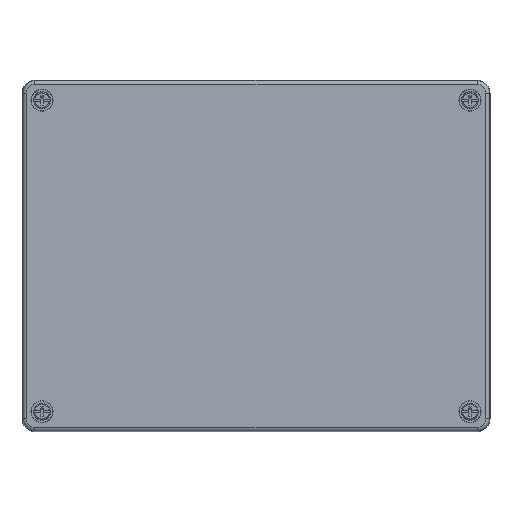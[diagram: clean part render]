
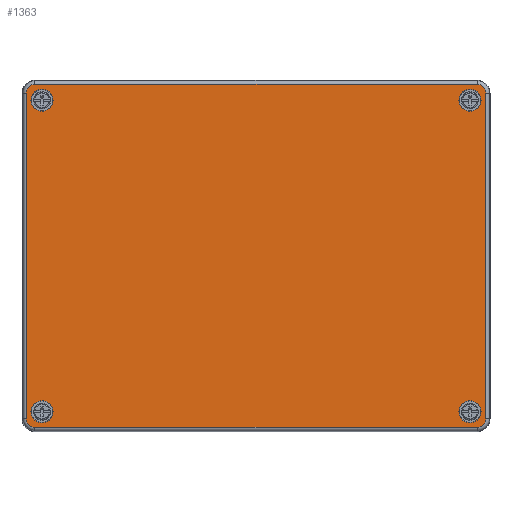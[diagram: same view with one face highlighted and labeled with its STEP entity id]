
A CAD part, top view. The second image highlights one B-rep face of the part: STEP entity #1363.
In plain terms, the highlighted planar face has unit normal (0, 0, 1).
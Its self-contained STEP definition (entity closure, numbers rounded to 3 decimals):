
#1363 = ADVANCED_FACE( '', ( #2860, #2861, #2862, #2863, #2864 ), #2865, .F. );
#2860 = FACE_BOUND( '', #4342, .T. );
#2861 = FACE_BOUND( '', #4343, .T. );
#2862 = FACE_BOUND( '', #4344, .T. );
#2863 = FACE_BOUND( '', #4345, .T. );
#2864 = FACE_OUTER_BOUND( '', #4346, .T. );
#2865 = PLANE( '', #4347 );
#4342 = EDGE_LOOP( '', ( #7829 ) );
#4343 = EDGE_LOOP( '', ( #7830 ) );
#4344 = EDGE_LOOP( '', ( #7831 ) );
#4345 = EDGE_LOOP( '', ( #7832 ) );
#4346 = EDGE_LOOP( '', ( #7833, #7834, #7835, #7836, #7837, #7838, #7839, #7840 ) );
#4347 = AXIS2_PLACEMENT_3D( '', #7841, #7842, #7843 );
#7829 = ORIENTED_EDGE( '', *, *, #9004, .T. );
#7830 = ORIENTED_EDGE( '', *, *, #7991, .T. );
#7831 = ORIENTED_EDGE( '', *, *, #8959, .T. );
#7832 = ORIENTED_EDGE( '', *, *, #8690, .T. );
#7833 = ORIENTED_EDGE( '', *, *, #9172, .T. );
#7834 = ORIENTED_EDGE( '', *, *, #9209, .F. );
#7835 = ORIENTED_EDGE( '', *, *, #9278, .T. );
#7836 = ORIENTED_EDGE( '', *, *, #9246, .F. );
#7837 = ORIENTED_EDGE( '', *, *, #8719, .F. );
#7838 = ORIENTED_EDGE( '', *, *, #8866, .T. );
#7839 = ORIENTED_EDGE( '', *, *, #8767, .F. );
#7840 = ORIENTED_EDGE( '', *, *, #8728, .T. );
#7841 = CARTESIAN_POINT( '', ( 129., 100.054, 19. ) );
#7842 = DIRECTION( '', ( 0., 0., -1. ) );
#7843 = DIRECTION( '', ( -1., 0., 0. ) );
#7991 = EDGE_CURVE( '', #9385, #9385, #9386, .T. );
#8690 = EDGE_CURVE( '', #10543, #10543, #10544, .T. );
#8719 = EDGE_CURVE( '', #10585, #10587, #10588, .T. );
#8728 = EDGE_CURVE( '', #10600, #10598, #10601, .T. );
#8767 = EDGE_CURVE( '', #10600, #10654, #10655, .T. );
#8866 = EDGE_CURVE( '', #10585, #10654, #10789, .T. );
#8959 = EDGE_CURVE( '', #10916, #10916, #10917, .T. );
#9004 = EDGE_CURVE( '', #10974, #10974, #10975, .T. );
#9172 = EDGE_CURVE( '', #10598, #11167, #11168, .T. );
#9209 = EDGE_CURVE( '', #11209, #11167, #11211, .T. );
#9246 = EDGE_CURVE( '', #10587, #11248, #11250, .T. );
#9278 = EDGE_CURVE( '', #11209, #11248, #11283, .T. );
#9385 = VERTEX_POINT( '', #11418 );
#9386 = CIRCLE( '', #11419, 6.459 );
#10543 = VERTEX_POINT( '', #12921 );
#10544 = CIRCLE( '', #12922, 6.459 );
#10585 = VERTEX_POINT( '', #12974 );
#10587 = VERTEX_POINT( '', #12976 );
#10588 = CIRCLE( '', #12977, 5.054 );
#10598 = VERTEX_POINT( '', #12989 );
#10600 = VERTEX_POINT( '', #12991 );
#10601 = LINE( '', #12992, #12993 );
#10654 = VERTEX_POINT( '', #13063 );
#10655 = CIRCLE( '', #13064, 5.054 );
#10789 = LINE( '', #13243, #13244 );
#10916 = VERTEX_POINT( '', #13410 );
#10917 = CIRCLE( '', #13411, 6.459 );
#10974 = VERTEX_POINT( '', #13525 );
#10975 = CIRCLE( '', #13526, 6.459 );
#11167 = VERTEX_POINT( '', #13812 );
#11168 = CIRCLE( '', #13813, 5.054 );
#11209 = VERTEX_POINT( '', #13860 );
#11211 = LINE( '', #13862, #13863 );
#11248 = VERTEX_POINT( '', #13921 );
#11250 = LINE( '', #13923, #13924 );
#11283 = CIRCLE( '', #13967, 5.054 );
#11418 = CARTESIAN_POINT( '', ( -131.259, 90.8, 19. ) );
#11419 = AXIS2_PLACEMENT_3D( '', #14071, #14072, #14073 );
#12921 = CARTESIAN_POINT( '', ( 118.341, 90.8, 19. ) );
#12922 = AXIS2_PLACEMENT_3D( '', #15108, #15109, #15110 );
#12974 = CARTESIAN_POINT( '', ( 129., 100.054, 19. ) );
#12976 = CARTESIAN_POINT( '', ( 134.054, 95., 19. ) );
#12977 = AXIS2_PLACEMENT_3D( '', #15143, #15144, #15145 );
#12989 = CARTESIAN_POINT( '', ( -134.054, -95., 19. ) );
#12991 = CARTESIAN_POINT( '', ( -134.054, 95., 19. ) );
#12992 = CARTESIAN_POINT( '', ( -134.054, 95., 19. ) );
#12993 = VECTOR( '', #15157, 1000. );
#13063 = CARTESIAN_POINT( '', ( -129., 100.054, 19. ) );
#13064 = AXIS2_PLACEMENT_3D( '', #15207, #15208, #15209 );
#13243 = CARTESIAN_POINT( '', ( 129., 100.054, 19. ) );
#13244 = VECTOR( '', #15315, 1000. );
#13410 = CARTESIAN_POINT( '', ( 118.341, -90.8, 19. ) );
#13411 = AXIS2_PLACEMENT_3D( '', #15454, #15455, #15456 );
#13525 = CARTESIAN_POINT( '', ( -131.259, -90.8, 19. ) );
#13526 = AXIS2_PLACEMENT_3D( '', #15487, #15488, #15489 );
#13812 = CARTESIAN_POINT( '', ( -129., -100.054, 19. ) );
#13813 = AXIS2_PLACEMENT_3D( '', #15626, #15627, #15628 );
#13860 = CARTESIAN_POINT( '', ( 129., -100.054, 19. ) );
#13862 = CARTESIAN_POINT( '', ( 129., -100.054, 19. ) );
#13863 = VECTOR( '', #15665, 1000. );
#13921 = CARTESIAN_POINT( '', ( 134.054, -95., 19. ) );
#13923 = CARTESIAN_POINT( '', ( 134.054, 95., 19. ) );
#13924 = VECTOR( '', #15681, 1000. );
#13967 = AXIS2_PLACEMENT_3D( '', #15689, #15690, #15691 );
#14071 = CARTESIAN_POINT( '', ( -124.8, 90.8, 19. ) );
#14072 = DIRECTION( '', ( 0., 0., -1. ) );
#14073 = DIRECTION( '', ( -1., 0., 0. ) );
#15108 = CARTESIAN_POINT( '', ( 124.8, 90.8, 19. ) );
#15109 = DIRECTION( '', ( 0., 0., -1. ) );
#15110 = DIRECTION( '', ( -1., 0., 0. ) );
#15143 = CARTESIAN_POINT( '', ( 129., 95., 19. ) );
#15144 = DIRECTION( '', ( 0., 0., -1. ) );
#15145 = DIRECTION( '', ( -1., 0., 0. ) );
#15157 = DIRECTION( '', ( 0., -1., 0. ) );
#15207 = CARTESIAN_POINT( '', ( -129., 95., 19. ) );
#15208 = DIRECTION( '', ( 0., 0., -1. ) );
#15209 = DIRECTION( '', ( -1., 0., 0. ) );
#15315 = DIRECTION( '', ( -1., 0., 0. ) );
#15454 = CARTESIAN_POINT( '', ( 124.8, -90.8, 19. ) );
#15455 = DIRECTION( '', ( 0., 0., -1. ) );
#15456 = DIRECTION( '', ( -1., 0., 0. ) );
#15487 = CARTESIAN_POINT( '', ( -124.8, -90.8, 19. ) );
#15488 = DIRECTION( '', ( 0., 0., -1. ) );
#15489 = DIRECTION( '', ( -1., 0., 0. ) );
#15626 = CARTESIAN_POINT( '', ( -129., -95., 19. ) );
#15627 = DIRECTION( '', ( 0., 0., 1. ) );
#15628 = DIRECTION( '', ( 1., 0., 0. ) );
#15665 = DIRECTION( '', ( -1., 0., 0. ) );
#15681 = DIRECTION( '', ( 0., -1., 0. ) );
#15689 = CARTESIAN_POINT( '', ( 129., -95., 19. ) );
#15690 = DIRECTION( '', ( 0., 0., 1. ) );
#15691 = DIRECTION( '', ( 1., 0., 0. ) );
